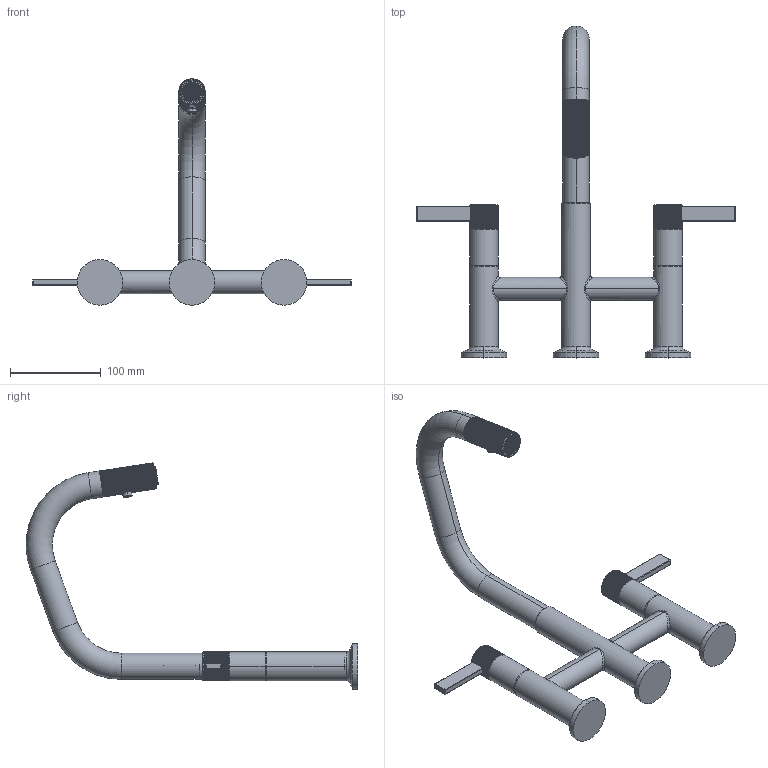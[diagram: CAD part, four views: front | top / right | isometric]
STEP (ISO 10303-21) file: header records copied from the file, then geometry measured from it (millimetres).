
FILE_DESCRIPTION((''),'2;1');
FILE_NAME('3230-5463_ASM','2025-04-23T20:11:58',('SwamiS'),(''),'CREO PARAMETRIC BY PTC INC, 2023134','CREO PARAMETRIC BY PTC INC, 2023134','');
FILE_SCHEMA(('CONFIG_CONTROL_DESIGN'));
Length unit declared in the file: inch
Products named in the file (32): 13656; 1-471_ASM; 1-472_ASM; 1-473_ASM; 91712; 13113; 91544_ASM; 11877A_ASM; 1-474_ASM; 1-286A_ASM; 30-121_ASM; 14075; 20-849_ASM; 14064; 91371; 14076; 14067; 20-850_ASM; 13993; A010_1_1_1; 15WD-NP_1_1_1_1; 15WD-NP_1_2_1_1; 15WD-NP_1_ASM_1_ASM_1_ASM; A011_1_1_1; DP14X10X2_1_1_1; A012_1_1_1; 2201-T_ASM_1_ASM_1_ASM_1_ASM; THE_FIRST_SPRAY_ASM_1_ASM; 10-332_ASM; 13975; 3-799_ASM; 3230-5463_ASM
Assembly tree (35 placements, depth 7):
  3230-5463_ASM
    30-121_ASM
      13656
      1-471_ASM
      1-472_ASM
      1-473_ASM  x2
      91712
      13113
      91544_ASM
      11877A_ASM
      1-474_ASM
      1-286A_ASM
    20-849_ASM  x3
      14075
    20-850_ASM  x2
      14064
      91371
      14076
      14067
    3-799_ASM
      13993
      10-332_ASM
        THE_FIRST_SPRAY_ASM_1_ASM
          2201-T_ASM_1_ASM_1_ASM_1_ASM
            A010_1_1_1
            15WD-NP_1_ASM_1_ASM_1_ASM
              15WD-NP_1_1_1_1
              15WD-NP_1_2_1_1
            A011_1_1_1
            DP14X10X2_1_1_1
            A012_1_1_1
      13975
Bounding box: 351.79 x 366.1 x 249.68 mm (x, y, z)
Volume: 765223.9 mm3; surface area: 170522.9 mm2
Topology: 22 solids, 26 shells, 2350 faces, 6629 edges, 4344 vertices
Faces by surface type: plane 1477, cylinder 655, cone 115, torus 58, bspline 33, sphere 12
Entity records: 72129 total; most frequent: CARTESIAN_POINT 20177, ORIENTED_EDGE 11102, DIRECTION 10130, EDGE_CURVE 5553, VERTEX_POINT 3643, AXIS2_PLACEMENT_3D 3395, VECTOR 3340, LINE 3340
